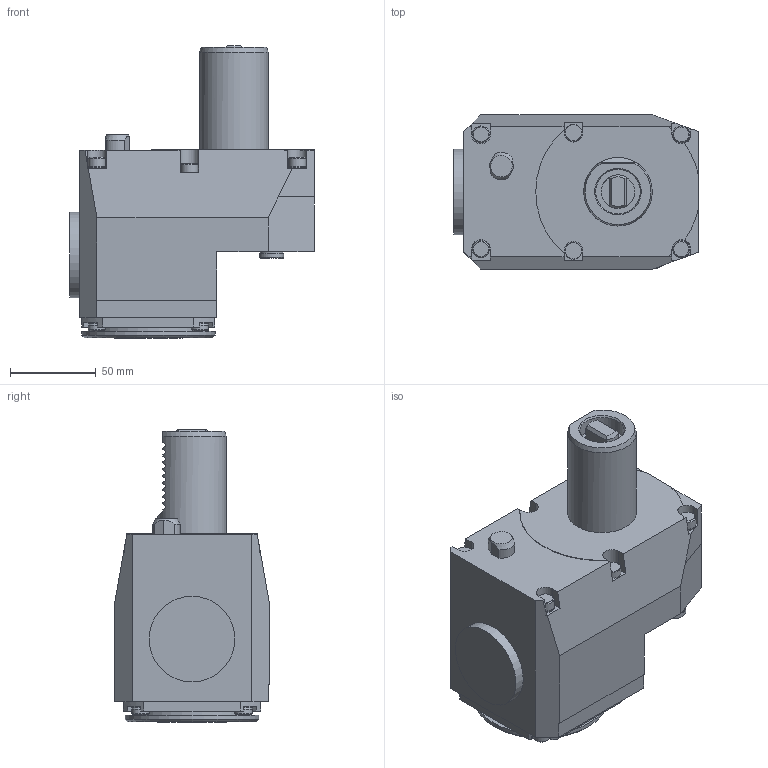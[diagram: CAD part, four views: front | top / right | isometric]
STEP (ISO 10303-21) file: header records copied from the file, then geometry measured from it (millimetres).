
FILE_DESCRIPTION(/* description */ (''),/* implementation_level */ '2;1');
FILE_NAME(/* name */ '1617618575736.stp',/* time_stamp */ '2021-04-05T12:29:44+02:00',/* author */ (''),/* organization */ ('SMS'),/* preprocessor_version */ 'ST-DEVELOPER v16.7',/* originating_system */ 'SIEMENS PLM Software NX 12.0',/* authorisation */ '');
FILE_SCHEMA (('AUTOMOTIVE_DESIGN { 1 0 10303 214 3 1 1 1 }'));
Length unit declared in the file: millimetre
Products named in the file (1): 203459322mod000_00
Bounding box: 143 x 90 x 170.7 mm (x, y, z)
Volume: 1079353.4 mm3; surface area: 80632.2 mm2
Topology: 1 solids, 1 shells, 227 faces, 548 edges, 356 vertices
Faces by surface type: plane 140, cylinder 59, cone 24, torus 3, bspline 1
Full cylindrical faces by diameter (mm): 2.5 x1, 10 x18, 13.3 x1, 14 x1, 19.5 x1, 26 x1, 40 x2, 50 x1, 70 x1, 78 x1
Entity records: 6346 total; most frequent: CARTESIAN_POINT 1285, DIRECTION 1079, ORIENTED_EDGE 940, EDGE_CURVE 470, AXIS2_PLACEMENT_3D 407, VERTEX_POINT 338, EDGE_LOOP 300, LINE 265
